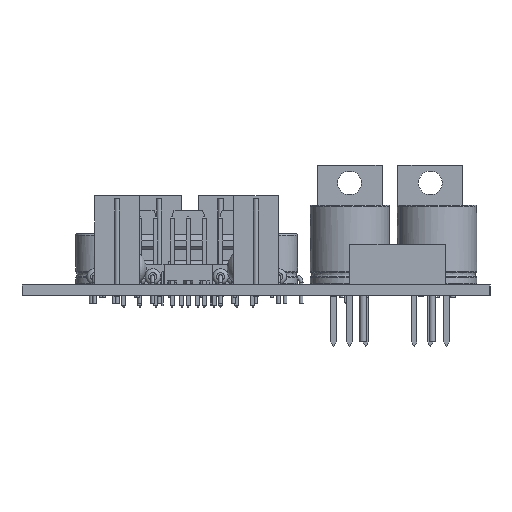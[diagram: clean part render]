
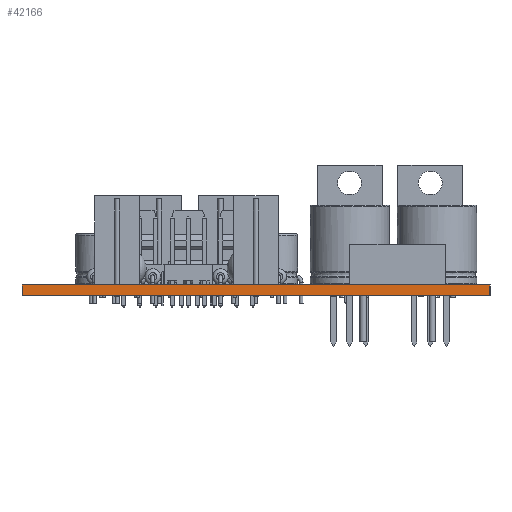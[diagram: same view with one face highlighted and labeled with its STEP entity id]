
A CAD part, left-side view. The second image highlights one B-rep face of the part: STEP entity #42166.
In plain terms, the highlighted planar face has unit normal (-1, 0, 0).
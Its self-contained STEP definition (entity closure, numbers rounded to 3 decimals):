
#42166 = ADVANCED_FACE('',(#42167),#42181,.F.);
#42167 = FACE_BOUND('',#42168,.F.);
#42168 = EDGE_LOOP('',(#42169,#42204,#42232,#42260));
#42169 = ORIENTED_EDGE('',*,*,#42170,.T.);
#42170 = EDGE_CURVE('',#42171,#42173,#42175,.T.);
#42171 = VERTEX_POINT('',#42172);
#42172 = CARTESIAN_POINT('',(87.63,-57.15,0.));
#42173 = VERTEX_POINT('',#42174);
#42174 = CARTESIAN_POINT('',(87.63,-57.15,1.6));
#42175 = SURFACE_CURVE('',#42176,(#42180,#42192),.PCURVE_S1.);
#42176 = LINE('',#42177,#42178);
#42177 = CARTESIAN_POINT('',(87.63,-57.15,0.));
#42178 = VECTOR('',#42179,1.);
#42179 = DIRECTION('',(0.,0.,1.));
#42180 = PCURVE('',#42181,#42186);
#42181 = PLANE('',#42182);
#42182 = AXIS2_PLACEMENT_3D('',#42183,#42184,#42185);
#42183 = CARTESIAN_POINT('',(87.63,-57.15,0.));
#42184 = DIRECTION('',(1.,0.,-0.));
#42185 = DIRECTION('',(0.,-1.,0.));
#42186 = DEFINITIONAL_REPRESENTATION('',(#42187),#42191);
#42187 = LINE('',#42188,#42189);
#42188 = CARTESIAN_POINT('',(0.,0.));
#42189 = VECTOR('',#42190,1.);
#42190 = DIRECTION('',(0.,-1.));
#42191 = ( GEOMETRIC_REPRESENTATION_CONTEXT(2) 
PARAMETRIC_REPRESENTATION_CONTEXT() REPRESENTATION_CONTEXT('2D SPACE',''
  ) );
#42192 = PCURVE('',#42193,#42198);
#42193 = PLANE('',#42194);
#42194 = AXIS2_PLACEMENT_3D('',#42195,#42196,#42197);
#42195 = CARTESIAN_POINT('',(199.39,-57.15,0.));
#42196 = DIRECTION('',(0.,-1.,0.));
#42197 = DIRECTION('',(-1.,0.,0.));
#42198 = DEFINITIONAL_REPRESENTATION('',(#42199),#42203);
#42199 = LINE('',#42200,#42201);
#42200 = CARTESIAN_POINT('',(111.76,0.));
#42201 = VECTOR('',#42202,1.);
#42202 = DIRECTION('',(0.,-1.));
#42203 = ( GEOMETRIC_REPRESENTATION_CONTEXT(2) 
PARAMETRIC_REPRESENTATION_CONTEXT() REPRESENTATION_CONTEXT('2D SPACE',''
  ) );
#42204 = ORIENTED_EDGE('',*,*,#42205,.T.);
#42205 = EDGE_CURVE('',#42173,#42206,#42208,.T.);
#42206 = VERTEX_POINT('',#42207);
#42207 = CARTESIAN_POINT('',(87.63,-130.81,1.6));
#42208 = SURFACE_CURVE('',#42209,(#42213,#42220),.PCURVE_S1.);
#42209 = LINE('',#42210,#42211);
#42210 = CARTESIAN_POINT('',(87.63,-57.15,1.6));
#42211 = VECTOR('',#42212,1.);
#42212 = DIRECTION('',(0.,-1.,0.));
#42213 = PCURVE('',#42181,#42214);
#42214 = DEFINITIONAL_REPRESENTATION('',(#42215),#42219);
#42215 = LINE('',#42216,#42217);
#42216 = CARTESIAN_POINT('',(0.,-1.6));
#42217 = VECTOR('',#42218,1.);
#42218 = DIRECTION('',(1.,0.));
#42219 = ( GEOMETRIC_REPRESENTATION_CONTEXT(2) 
PARAMETRIC_REPRESENTATION_CONTEXT() REPRESENTATION_CONTEXT('2D SPACE',''
  ) );
#42220 = PCURVE('',#42221,#42226);
#42221 = PLANE('',#42222);
#42222 = AXIS2_PLACEMENT_3D('',#42223,#42224,#42225);
#42223 = CARTESIAN_POINT('',(143.51,-93.98,1.6));
#42224 = DIRECTION('',(0.,0.,1.));
#42225 = DIRECTION('',(1.,0.,-0.));
#42226 = DEFINITIONAL_REPRESENTATION('',(#42227),#42231);
#42227 = LINE('',#42228,#42229);
#42228 = CARTESIAN_POINT('',(-55.88,36.83));
#42229 = VECTOR('',#42230,1.);
#42230 = DIRECTION('',(0.,-1.));
#42231 = ( GEOMETRIC_REPRESENTATION_CONTEXT(2) 
PARAMETRIC_REPRESENTATION_CONTEXT() REPRESENTATION_CONTEXT('2D SPACE',''
  ) );
#42232 = ORIENTED_EDGE('',*,*,#42233,.F.);
#42233 = EDGE_CURVE('',#42234,#42206,#42236,.T.);
#42234 = VERTEX_POINT('',#42235);
#42235 = CARTESIAN_POINT('',(87.63,-130.81,0.));
#42236 = SURFACE_CURVE('',#42237,(#42241,#42248),.PCURVE_S1.);
#42237 = LINE('',#42238,#42239);
#42238 = CARTESIAN_POINT('',(87.63,-130.81,0.));
#42239 = VECTOR('',#42240,1.);
#42240 = DIRECTION('',(0.,0.,1.));
#42241 = PCURVE('',#42181,#42242);
#42242 = DEFINITIONAL_REPRESENTATION('',(#42243),#42247);
#42243 = LINE('',#42244,#42245);
#42244 = CARTESIAN_POINT('',(73.66,0.));
#42245 = VECTOR('',#42246,1.);
#42246 = DIRECTION('',(0.,-1.));
#42247 = ( GEOMETRIC_REPRESENTATION_CONTEXT(2) 
PARAMETRIC_REPRESENTATION_CONTEXT() REPRESENTATION_CONTEXT('2D SPACE',''
  ) );
#42248 = PCURVE('',#42249,#42254);
#42249 = PLANE('',#42250);
#42250 = AXIS2_PLACEMENT_3D('',#42251,#42252,#42253);
#42251 = CARTESIAN_POINT('',(87.63,-130.81,0.));
#42252 = DIRECTION('',(0.,1.,0.));
#42253 = DIRECTION('',(1.,0.,0.));
#42254 = DEFINITIONAL_REPRESENTATION('',(#42255),#42259);
#42255 = LINE('',#42256,#42257);
#42256 = CARTESIAN_POINT('',(0.,0.));
#42257 = VECTOR('',#42258,1.);
#42258 = DIRECTION('',(0.,-1.));
#42259 = ( GEOMETRIC_REPRESENTATION_CONTEXT(2) 
PARAMETRIC_REPRESENTATION_CONTEXT() REPRESENTATION_CONTEXT('2D SPACE',''
  ) );
#42260 = ORIENTED_EDGE('',*,*,#42261,.F.);
#42261 = EDGE_CURVE('',#42171,#42234,#42262,.T.);
#42262 = SURFACE_CURVE('',#42263,(#42267,#42274),.PCURVE_S1.);
#42263 = LINE('',#42264,#42265);
#42264 = CARTESIAN_POINT('',(87.63,-57.15,0.));
#42265 = VECTOR('',#42266,1.);
#42266 = DIRECTION('',(0.,-1.,0.));
#42267 = PCURVE('',#42181,#42268);
#42268 = DEFINITIONAL_REPRESENTATION('',(#42269),#42273);
#42269 = LINE('',#42270,#42271);
#42270 = CARTESIAN_POINT('',(0.,0.));
#42271 = VECTOR('',#42272,1.);
#42272 = DIRECTION('',(1.,0.));
#42273 = ( GEOMETRIC_REPRESENTATION_CONTEXT(2) 
PARAMETRIC_REPRESENTATION_CONTEXT() REPRESENTATION_CONTEXT('2D SPACE',''
  ) );
#42274 = PCURVE('',#42275,#42280);
#42275 = PLANE('',#42276);
#42276 = AXIS2_PLACEMENT_3D('',#42277,#42278,#42279);
#42277 = CARTESIAN_POINT('',(143.51,-93.98,0.));
#42278 = DIRECTION('',(0.,0.,1.));
#42279 = DIRECTION('',(1.,0.,-0.));
#42280 = DEFINITIONAL_REPRESENTATION('',(#42281),#42285);
#42281 = LINE('',#42282,#42283);
#42282 = CARTESIAN_POINT('',(-55.88,36.83));
#42283 = VECTOR('',#42284,1.);
#42284 = DIRECTION('',(0.,-1.));
#42285 = ( GEOMETRIC_REPRESENTATION_CONTEXT(2) 
PARAMETRIC_REPRESENTATION_CONTEXT() REPRESENTATION_CONTEXT('2D SPACE',''
  ) );
